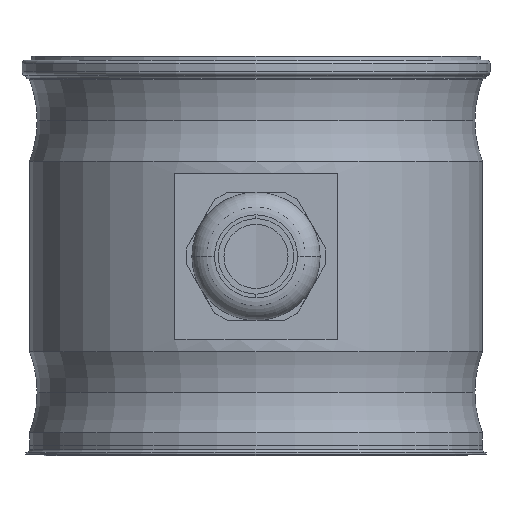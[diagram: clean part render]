
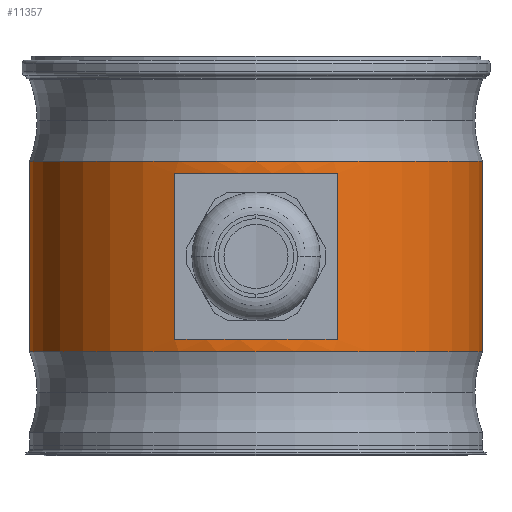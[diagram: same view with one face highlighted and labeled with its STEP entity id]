
A CAD part, front view. The second image highlights one B-rep face of the part: STEP entity #11357.
In plain terms, the highlighted cylindrical face has radius 30 mm (diameter 60 mm), a partial arc.
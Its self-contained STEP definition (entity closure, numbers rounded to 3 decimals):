
#20 = ORIENTED_EDGE ( 'NONE', *, *, #1540, .F. ) ;
#838 = DIRECTION ( 'NONE',  ( 0., 0., -1. ) ) ;
#851 = DIRECTION ( 'NONE',  ( 0., -1., 0. ) ) ;
#1282 = AXIS2_PLACEMENT_3D ( 'NONE', #9463, #11615, #11436 ) ;
#1382 = CARTESIAN_POINT ( 'NONE',  ( 10.77, -28., 14. ) ) ;
#1540 = EDGE_CURVE ( 'NONE', #3795, #8366, #8414, .T. ) ;
#1664 = ORIENTED_EDGE ( 'NONE', *, *, #10185, .F. ) ;
#1813 = CARTESIAN_POINT ( 'NONE',  ( 10.77, -28., 40. ) ) ;
#2043 = CARTESIAN_POINT ( 'NONE',  ( -10.77, -28., 14. ) ) ;
#2085 = CARTESIAN_POINT ( 'NONE',  ( -30., 0., 12.385 ) ) ;
#2242 = AXIS2_PLACEMENT_3D ( 'NONE', #5044, #7259, #7174 ) ;
#2358 = VERTEX_POINT ( 'NONE', #12770 ) ;
#2566 = EDGE_CURVE ( 'NONE', #8689, #11745, #6544, .T. ) ;
#2950 = CIRCLE ( 'NONE', #2242, 30. ) ;
#3534 = EDGE_LOOP ( 'NONE', ( #1664, #9423, #5505, #20 ) ) ;
#3795 = VERTEX_POINT ( 'NONE', #9010 ) ;
#4018 = VERTEX_POINT ( 'NONE', #2043 ) ;
#4087 = DIRECTION ( 'NONE',  ( 0., 0., -1. ) ) ;
#4280 = VERTEX_POINT ( 'NONE', #1382 ) ;
#4661 = EDGE_CURVE ( 'NONE', #4280, #4018, #2950, .T. ) ;
#4816 = CYLINDRICAL_SURFACE ( 'NONE', #1282, 30. ) ;
#5044 = CARTESIAN_POINT ( 'NONE',  ( 0., 0., 14. ) ) ;
#5166 = EDGE_CURVE ( 'NONE', #2358, #8366, #8280, .T. ) ;
#5181 = DIRECTION ( 'NONE',  ( -1., 0., 0. ) ) ;
#5372 = VECTOR ( 'NONE', #13144, 1000. ) ;
#5503 = EDGE_CURVE ( 'NONE', #4018, #8689, #11239, .T. ) ;
#5505 = ORIENTED_EDGE ( 'NONE', *, *, #5166, .T. ) ;
#5687 = VECTOR ( 'NONE', #838, 1000. ) ;
#5980 = VECTOR ( 'NONE', #9918, 1000. ) ;
#6295 = LINE ( 'NONE', #7745, #5980 ) ;
#6461 = DIRECTION ( 'NONE',  ( 1., 0., 0. ) ) ;
#6536 = EDGE_LOOP ( 'NONE', ( #11402, #13298, #9054, #11907 ) ) ;
#6544 = CIRCLE ( 'NONE', #7186, 30. ) ;
#6750 = LINE ( 'NONE', #1813, #13410 ) ;
#6874 = CARTESIAN_POINT ( 'NONE',  ( -10.77, -28., 40. ) ) ;
#6947 = CARTESIAN_POINT ( 'NONE',  ( -10.77, -28., 36. ) ) ;
#7174 = DIRECTION ( 'NONE',  ( 0., 1., 0. ) ) ;
#7186 = AXIS2_PLACEMENT_3D ( 'NONE', #8170, #13359, #851 ) ;
#7259 = DIRECTION ( 'NONE',  ( 0., 0., -1. ) ) ;
#7501 = DIRECTION ( 'NONE',  ( 0., 0., 1. ) ) ;
#7745 = CARTESIAN_POINT ( 'NONE',  ( 30., 0., 40. ) ) ;
#8162 = CARTESIAN_POINT ( 'NONE',  ( 30., 0., 37.615 ) ) ;
#8170 = CARTESIAN_POINT ( 'NONE',  ( 0., 0., 36. ) ) ;
#8280 = LINE ( 'NONE', #9200, #5687 ) ;
#8366 = VERTEX_POINT ( 'NONE', #2085 ) ;
#8383 = CIRCLE ( 'NONE', #13470, 30. ) ;
#8414 = CIRCLE ( 'NONE', #8466, 30. ) ;
#8466 = AXIS2_PLACEMENT_3D ( 'NONE', #11498, #4087, #5181 ) ;
#8689 = VERTEX_POINT ( 'NONE', #6947 ) ;
#9010 = CARTESIAN_POINT ( 'NONE',  ( 30., 0., 12.385 ) ) ;
#9054 = ORIENTED_EDGE ( 'NONE', *, *, #4661, .T. ) ;
#9200 = CARTESIAN_POINT ( 'NONE',  ( -30., 0., 40. ) ) ;
#9423 = ORIENTED_EDGE ( 'NONE', *, *, #11051, .F. ) ;
#9463 = CARTESIAN_POINT ( 'NONE',  ( 0., 0., 40. ) ) ;
#9574 = CARTESIAN_POINT ( 'NONE',  ( 0., 0., 37.615 ) ) ;
#9918 = DIRECTION ( 'NONE',  ( 0., 0., -1. ) ) ;
#10014 = FACE_OUTER_BOUND ( 'NONE', #3534, .T. ) ;
#10136 = DIRECTION ( 'NONE',  ( 0., 0., -1. ) ) ;
#10185 = EDGE_CURVE ( 'NONE', #12884, #3795, #6295, .T. ) ;
#11051 = EDGE_CURVE ( 'NONE', #2358, #12884, #8383, .T. ) ;
#11239 = LINE ( 'NONE', #6874, #5372 ) ;
#11357 = ADVANCED_FACE ( 'NONE', ( #10014, #12788 ), #4816, .T. ) ;
#11402 = ORIENTED_EDGE ( 'NONE', *, *, #2566, .T. ) ;
#11436 = DIRECTION ( 'NONE',  ( -1., 0., 0. ) ) ;
#11498 = CARTESIAN_POINT ( 'NONE',  ( 0., 0., 12.385 ) ) ;
#11615 = DIRECTION ( 'NONE',  ( 0., 0., -1. ) ) ;
#11745 = VERTEX_POINT ( 'NONE', #13458 ) ;
#11907 = ORIENTED_EDGE ( 'NONE', *, *, #5503, .T. ) ;
#12249 = EDGE_CURVE ( 'NONE', #11745, #4280, #6750, .T. ) ;
#12770 = CARTESIAN_POINT ( 'NONE',  ( -30., 0., 37.615 ) ) ;
#12788 = FACE_BOUND ( 'NONE', #6536, .T. ) ;
#12884 = VERTEX_POINT ( 'NONE', #8162 ) ;
#13144 = DIRECTION ( 'NONE',  ( 0., 0., 1. ) ) ;
#13298 = ORIENTED_EDGE ( 'NONE', *, *, #12249, .T. ) ;
#13359 = DIRECTION ( 'NONE',  ( 0., 0., 1. ) ) ;
#13410 = VECTOR ( 'NONE', #10136, 1000. ) ;
#13458 = CARTESIAN_POINT ( 'NONE',  ( 10.77, -28., 36. ) ) ;
#13470 = AXIS2_PLACEMENT_3D ( 'NONE', #9574, #7501, #6461 ) ;
